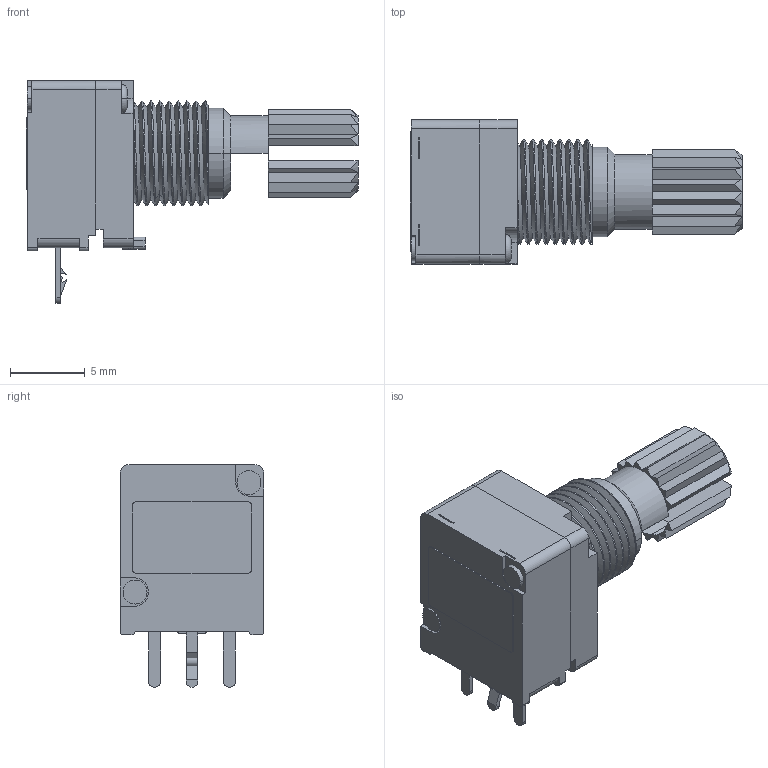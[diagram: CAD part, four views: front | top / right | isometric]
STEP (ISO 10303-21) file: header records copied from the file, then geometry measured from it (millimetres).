
FILE_DESCRIPTION(('FreeCAD Model'),'2;1');
FILE_NAME('Open CASCADE Shape Model','2021-07-15T21:32:53',( 'kicad StepUp'),('ksu MCAD'),'Open CASCADE STEP processor 7.5', 'FreeCAD','Unknown');
FILE_SCHEMA(('AUTOMOTIVE_DESIGN { 1 0 10303 214 1 1 1 1 }'));
Length unit declared in the file: millimetre
Products named in the file (1): PTD901_2X15K_XXXX_cp
Bounding box: 22.15 x 9.6 x 14.85 mm (x, y, z)
Surface area: 1027.1 mm2 (no closed solid volume)
Topology: 0 solids, 2 shells, 196 faces, 537 edges, 352 vertices
Faces by surface type: plane 125, cylinder 56, bspline 6, torus 4, cone 4, extrusion 1
Full cylindrical faces by diameter (mm): 5 x1
Entity records: 10117 total; most frequent: CARTESIAN_POINT 3956, ORIENTED_EDGE 1040, DIRECTION 912, EDGE_CURVE 530, VERTEX_POINT 350, VECTOR 334, LINE 333, AXIS2_PLACEMENT_3D 289
